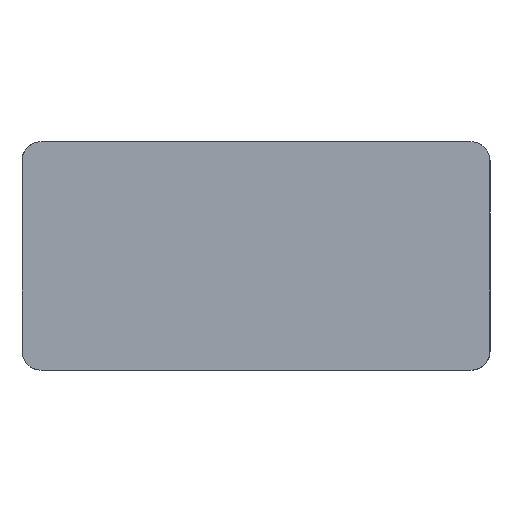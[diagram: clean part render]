
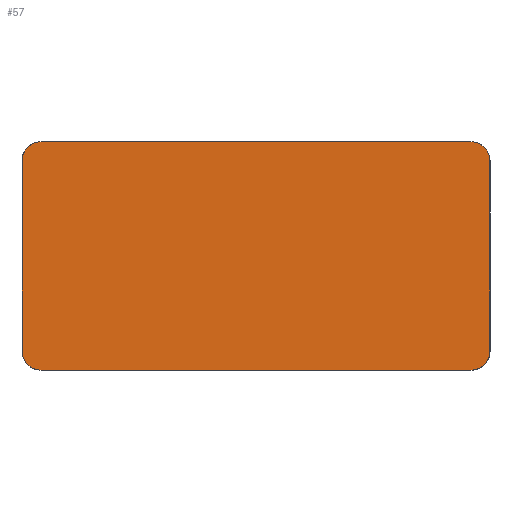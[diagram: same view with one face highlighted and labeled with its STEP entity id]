
A CAD part, top view. The second image highlights one B-rep face of the part: STEP entity #57.
In plain terms, the highlighted planar face has unit normal (0, 0, 1).
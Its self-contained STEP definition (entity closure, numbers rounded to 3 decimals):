
#6 = CIRCLE ( 'NONE', #586, 3.175 ) ;
#36 = CARTESIAN_POINT ( 'NONE',  ( -35.875, 19.05, 10. ) ) ;
#57 = ADVANCED_FACE ( 'NONE', ( #1278 ), #1411, .T. ) ;
#91 = VECTOR ( 'NONE', #1501, 1000. ) ;
#115 = CARTESIAN_POINT ( 'NONE',  ( -35.875, -19.05, 10. ) ) ;
#140 = CARTESIAN_POINT ( 'NONE',  ( -35.875, -15.875, 10. ) ) ;
#158 = LINE ( 'NONE', #115, #1250 ) ;
#204 = CARTESIAN_POINT ( 'NONE',  ( 35.875, -15.875, 10. ) ) ;
#245 = VERTEX_POINT ( 'NONE', #1243 ) ;
#260 = DIRECTION ( 'NONE',  ( 1., 0., 0. ) ) ;
#271 = DIRECTION ( 'NONE',  ( 0., 0., 1. ) ) ;
#284 = DIRECTION ( 'NONE',  ( 1., 0., 0. ) ) ;
#349 = DIRECTION ( 'NONE',  ( 1., 0., 0. ) ) ;
#350 = EDGE_CURVE ( 'NONE', #1761, #1142, #785, .T. ) ;
#366 = CARTESIAN_POINT ( 'NONE',  ( -35.875, -15.875, 10. ) ) ;
#427 = EDGE_CURVE ( 'NONE', #1142, #245, #695, .T. ) ;
#457 = AXIS2_PLACEMENT_3D ( 'NONE', #1623, #769, #1772 ) ;
#502 = CARTESIAN_POINT ( 'NONE',  ( 39.05, -15.875, 10. ) ) ;
#586 = AXIS2_PLACEMENT_3D ( 'NONE', #698, #1697, #842 ) ;
#634 = CARTESIAN_POINT ( 'NONE',  ( 35.875, 19.05, 10. ) ) ;
#635 = DIRECTION ( 'NONE',  ( 0., 1., 0. ) ) ;
#662 = ORIENTED_EDGE ( 'NONE', *, *, #1331, .T. ) ;
#665 = EDGE_CURVE ( 'NONE', #1321, #1656, #6, .T. ) ;
#695 = LINE ( 'NONE', #502, #1836 ) ;
#698 = CARTESIAN_POINT ( 'NONE',  ( -35.875, 15.875, 10. ) ) ;
#709 = ORIENTED_EDGE ( 'NONE', *, *, #665, .T. ) ;
#731 = ORIENTED_EDGE ( 'NONE', *, *, #1707, .T. ) ;
#745 = DIRECTION ( 'NONE',  ( 0., -1., 0. ) ) ;
#748 = AXIS2_PLACEMENT_3D ( 'NONE', #366, #271, #1122 ) ;
#749 = ORIENTED_EDGE ( 'NONE', *, *, #427, .T. ) ;
#769 = DIRECTION ( 'NONE',  ( 0., 0., 1. ) ) ;
#785 = CIRCLE ( 'NONE', #1525, 3.175 ) ;
#830 = CARTESIAN_POINT ( 'NONE',  ( -35.875, -19.05, 10. ) ) ;
#832 = CIRCLE ( 'NONE', #841, 3.175 ) ;
#834 = CARTESIAN_POINT ( 'NONE',  ( -39.05, 15.875, 10. ) ) ;
#841 = AXIS2_PLACEMENT_3D ( 'NONE', #140, #1129, #284 ) ;
#842 = DIRECTION ( 'NONE',  ( 1., 0., 0. ) ) ;
#849 = LINE ( 'NONE', #634, #91 ) ;
#859 = CARTESIAN_POINT ( 'NONE',  ( 35.875, -19.05, 10. ) ) ;
#949 = EDGE_CURVE ( 'NONE', #245, #1170, #1651, .T. ) ;
#990 = EDGE_CURVE ( 'NONE', #1170, #1321, #849, .T. ) ;
#1006 = ORIENTED_EDGE ( 'NONE', *, *, #949, .T. ) ;
#1122 = DIRECTION ( 'NONE',  ( 1., 0., 0. ) ) ;
#1129 = DIRECTION ( 'NONE',  ( 0., 0., 1. ) ) ;
#1142 = VERTEX_POINT ( 'NONE', #1389 ) ;
#1148 = EDGE_CURVE ( 'NONE', #1159, #1761, #158, .T. ) ;
#1159 = VERTEX_POINT ( 'NONE', #830 ) ;
#1170 = VERTEX_POINT ( 'NONE', #1544 ) ;
#1185 = ORIENTED_EDGE ( 'NONE', *, *, #1148, .T. ) ;
#1197 = DIRECTION ( 'NONE',  ( 0., 0., 1. ) ) ;
#1199 = VERTEX_POINT ( 'NONE', #1720 ) ;
#1243 = CARTESIAN_POINT ( 'NONE',  ( 39.05, 15.875, 10. ) ) ;
#1250 = VECTOR ( 'NONE', #260, 1000. ) ;
#1278 = FACE_OUTER_BOUND ( 'NONE', #1636, .T. ) ;
#1321 = VERTEX_POINT ( 'NONE', #36 ) ;
#1331 = EDGE_CURVE ( 'NONE', #1656, #1199, #1351, .T. ) ;
#1351 = LINE ( 'NONE', #1467, #1691 ) ;
#1389 = CARTESIAN_POINT ( 'NONE',  ( 39.05, -15.875, 10. ) ) ;
#1411 = PLANE ( 'NONE',  #748 ) ;
#1467 = CARTESIAN_POINT ( 'NONE',  ( -39.05, 15.875, 10. ) ) ;
#1501 = DIRECTION ( 'NONE',  ( -1., 0., 0. ) ) ;
#1525 = AXIS2_PLACEMENT_3D ( 'NONE', #204, #1197, #349 ) ;
#1544 = CARTESIAN_POINT ( 'NONE',  ( 35.875, 19.05, 10. ) ) ;
#1579 = ORIENTED_EDGE ( 'NONE', *, *, #350, .T. ) ;
#1623 = CARTESIAN_POINT ( 'NONE',  ( 35.875, 15.875, 10. ) ) ;
#1636 = EDGE_LOOP ( 'NONE', ( #731, #1185, #1579, #749, #1006, #1745, #709, #662 ) ) ;
#1651 = CIRCLE ( 'NONE', #457, 3.175 ) ;
#1656 = VERTEX_POINT ( 'NONE', #834 ) ;
#1691 = VECTOR ( 'NONE', #745, 1000. ) ;
#1697 = DIRECTION ( 'NONE',  ( 0., 0., 1. ) ) ;
#1707 = EDGE_CURVE ( 'NONE', #1199, #1159, #832, .T. ) ;
#1720 = CARTESIAN_POINT ( 'NONE',  ( -39.05, -15.875, 10. ) ) ;
#1745 = ORIENTED_EDGE ( 'NONE', *, *, #990, .T. ) ;
#1761 = VERTEX_POINT ( 'NONE', #859 ) ;
#1772 = DIRECTION ( 'NONE',  ( 1., 0., 0. ) ) ;
#1836 = VECTOR ( 'NONE', #635, 1000. ) ;
